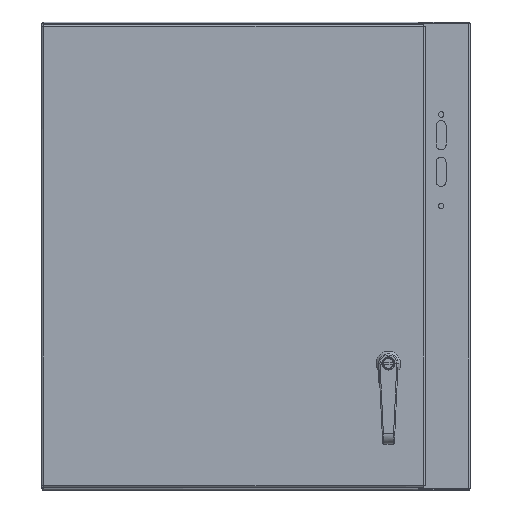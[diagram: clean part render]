
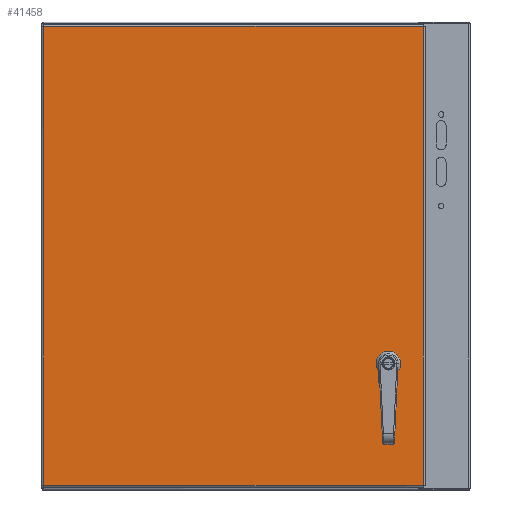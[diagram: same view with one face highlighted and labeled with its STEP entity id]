
A CAD part, top view. The second image highlights one B-rep face of the part: STEP entity #41458.
In plain terms, the highlighted planar face has unit normal (0, 0, 1).
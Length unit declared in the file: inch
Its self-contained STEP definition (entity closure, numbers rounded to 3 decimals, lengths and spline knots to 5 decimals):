
#481 = CARTESIAN_POINT ( 'NONE',  ( 19.84375, 6.07, 8.9175 ) ) ;
#624 = EDGE_CURVE ( 'NONE', #36480, #18248, #44043, .T. ) ;
#837 = CARTESIAN_POINT ( 'NONE',  ( 27.7875, 6.47, 8.9175 ) ) ;
#5230 = ORIENTED_EDGE ( 'NONE', *, *, #48455, .F. ) ;
#5399 = AXIS2_PLACEMENT_3D ( 'NONE', #49246, #72687, #19875 ) ;
#6250 = EDGE_CURVE ( 'NONE', #72209, #64664, #72592, .T. ) ;
#6373 = CARTESIAN_POINT ( 'NONE',  ( 28.1875, 6.25738, 8.9175 ) ) ;
#6625 = DIRECTION ( 'NONE',  ( 1., 0., 0. ) ) ;
#7284 = EDGE_CURVE ( 'NONE', #18248, #54449, #49517, .T. ) ;
#7321 = DIRECTION ( 'NONE',  ( 0., 0., 1. ) ) ;
#8553 = DIRECTION ( 'NONE',  ( 0., 1., 0. ) ) ;
#8557 = VECTOR ( 'NONE', #42318, 39.37008 ) ;
#9341 = CARTESIAN_POINT ( 'NONE',  ( 29.58225, 12., 8.9175 ) ) ;
#10159 = CIRCLE ( 'NONE', #22534, 0.453 ) ;
#10457 = CARTESIAN_POINT ( 'NONE',  ( 27.3875, 6.25738, 8.9175 ) ) ;
#11639 = ORIENTED_EDGE ( 'NONE', *, *, #6250, .F. ) ;
#11723 = LINE ( 'NONE', #64204, #23899 ) ;
#12605 = VERTEX_POINT ( 'NONE', #65320 ) ;
#13348 = VECTOR ( 'NONE', #6625, 39.37008 ) ;
#14561 = DIRECTION ( 'NONE',  ( 0., 0., 1. ) ) ;
#17187 = FACE_BOUND ( 'NONE', #40743, .T. ) ;
#18248 = VERTEX_POINT ( 'NONE', #40570 ) ;
#18952 = EDGE_CURVE ( 'NONE', #22861, #20519, #58397, .T. ) ;
#19716 = CARTESIAN_POINT ( 'NONE',  ( 19.84375, 0.23025, 8.9175 ) ) ;
#19875 = DIRECTION ( 'NONE',  ( 0., 1., 0. ) ) ;
#20519 = VERTEX_POINT ( 'NONE', #6373 ) ;
#20981 = VECTOR ( 'NONE', #8553, 39.37008 ) ;
#22534 = AXIS2_PLACEMENT_3D ( 'NONE', #36286, #7321, #29365 ) ;
#22861 = VERTEX_POINT ( 'NONE', #62485 ) ;
#23396 = FACE_OUTER_BOUND ( 'NONE', #69037, .T. ) ;
#23899 = VECTOR ( 'NONE', #70729, 39.37008 ) ;
#24380 = DIRECTION ( 'NONE',  ( 0., 0., 1. ) ) ;
#24785 = AXIS2_PLACEMENT_3D ( 'NONE', #56672, #14561, #74362 ) ;
#25348 = LINE ( 'NONE', #70446, #8557 ) ;
#25850 = AXIS2_PLACEMENT_3D ( 'NONE', #837, #24380, #36706 ) ;
#26020 = VERTEX_POINT ( 'NONE', #51103 ) ;
#26165 = CARTESIAN_POINT ( 'NONE',  ( 27.57488, 6.87, 8.9175 ) ) ;
#26300 = EDGE_CURVE ( 'NONE', #12605, #36480, #56078, .T. ) ;
#27885 = CARTESIAN_POINT ( 'NONE',  ( 10.10525, 23.76975, 8.9175 ) ) ;
#29365 = DIRECTION ( 'NONE',  ( 0., 1., 0. ) ) ;
#29575 = DIRECTION ( 'NONE',  ( 0., 0., -1. ) ) ;
#29769 = CARTESIAN_POINT ( 'NONE',  ( 19.84375, 23.76975, 8.9175 ) ) ;
#30147 = LINE ( 'NONE', #29769, #63662 ) ;
#33441 = CARTESIAN_POINT ( 'NONE',  ( 28.00012, 6.87, 8.9175 ) ) ;
#34078 = DIRECTION ( 'NONE',  ( 0., 1., 0. ) ) ;
#34317 = EDGE_CURVE ( 'NONE', #26020, #22861, #65254, .T. ) ;
#36085 = AXIS2_PLACEMENT_3D ( 'NONE', #64254, #29575, #58118 ) ;
#36286 = CARTESIAN_POINT ( 'NONE',  ( 27.7875, 6.47, 8.9175 ) ) ;
#36480 = VERTEX_POINT ( 'NONE', #38685 ) ;
#36706 = DIRECTION ( 'NONE',  ( 0., 1., 0. ) ) ;
#36974 = ORIENTED_EDGE ( 'NONE', *, *, #71874, .F. ) ;
#37291 = EDGE_CURVE ( 'NONE', #41303, #72209, #25348, .T. ) ;
#37700 = ORIENTED_EDGE ( 'NONE', *, *, #7284, .F. ) ;
#38239 = DIRECTION ( 'NONE',  ( -1., 0., 0. ) ) ;
#38685 = CARTESIAN_POINT ( 'NONE',  ( 29.58225, 0.23025, 8.9175 ) ) ;
#38733 = LINE ( 'NONE', #63382, #50297 ) ;
#39257 = ORIENTED_EDGE ( 'NONE', *, *, #75102, .F. ) ;
#39680 = ORIENTED_EDGE ( 'NONE', *, *, #37291, .F. ) ;
#40566 = DIRECTION ( 'NONE',  ( 1., 0., 0. ) ) ;
#40570 = CARTESIAN_POINT ( 'NONE',  ( 10.10525, 0.23025, 8.9175 ) ) ;
#40743 = EDGE_LOOP ( 'NONE', ( #39257, #41325, #75829, #57117, #71782, #5230, #11639, #39680 ) ) ;
#41303 = VERTEX_POINT ( 'NONE', #33441 ) ;
#41325 = ORIENTED_EDGE ( 'NONE', *, *, #51842, .F. ) ;
#41458 = ADVANCED_FACE ( 'NONE', ( #23396, #17187 ), #59255, .F. ) ;
#42318 = DIRECTION ( 'NONE',  ( -1., 0., 0. ) ) ;
#44043 = LINE ( 'NONE', #19716, #68453 ) ;
#48455 = EDGE_CURVE ( 'NONE', #64664, #65039, #11723, .T. ) ;
#49246 = CARTESIAN_POINT ( 'NONE',  ( 27.7875, 6.47, 8.9175 ) ) ;
#49517 = LINE ( 'NONE', #66415, #20981 ) ;
#50297 = VECTOR ( 'NONE', #34078, 39.37008 ) ;
#50684 = DIRECTION ( 'NONE',  ( 0., -1., 0. ) ) ;
#51103 = CARTESIAN_POINT ( 'NONE',  ( 27.57488, 6.07, 8.9175 ) ) ;
#51842 = EDGE_CURVE ( 'NONE', #20519, #69500, #38733, .T. ) ;
#54449 = VERTEX_POINT ( 'NONE', #27885 ) ;
#56078 = LINE ( 'NONE', #9341, #62654 ) ;
#56440 = ORIENTED_EDGE ( 'NONE', *, *, #26300, .F. ) ;
#56672 = CARTESIAN_POINT ( 'NONE',  ( 27.7875, 6.47, 8.9175 ) ) ;
#57117 = ORIENTED_EDGE ( 'NONE', *, *, #34317, .F. ) ;
#57125 = CARTESIAN_POINT ( 'NONE',  ( 28.1875, 6.68262, 8.9175 ) ) ;
#58082 = ORIENTED_EDGE ( 'NONE', *, *, #624, .F. ) ;
#58118 = DIRECTION ( 'NONE',  ( 0., 1., 0. ) ) ;
#58397 = CIRCLE ( 'NONE', #5399, 0.453 ) ;
#59255 = PLANE ( 'NONE',  #36085 ) ;
#60307 = CARTESIAN_POINT ( 'NONE',  ( 27.3875, 6.68262, 8.9175 ) ) ;
#62485 = CARTESIAN_POINT ( 'NONE',  ( 28.00012, 6.07, 8.9175 ) ) ;
#62654 = VECTOR ( 'NONE', #50684, 39.37008 ) ;
#63382 = CARTESIAN_POINT ( 'NONE',  ( 28.1875, 12., 8.9175 ) ) ;
#63662 = VECTOR ( 'NONE', #40566, 39.37008 ) ;
#64204 = CARTESIAN_POINT ( 'NONE',  ( 27.3875, 12., 8.9175 ) ) ;
#64254 = CARTESIAN_POINT ( 'NONE',  ( 19.84375, 12., 8.9175 ) ) ;
#64664 = VERTEX_POINT ( 'NONE', #60307 ) ;
#65039 = VERTEX_POINT ( 'NONE', #10457 ) ;
#65254 = LINE ( 'NONE', #481, #13348 ) ;
#65320 = CARTESIAN_POINT ( 'NONE',  ( 29.58225, 23.76975, 8.9175 ) ) ;
#66415 = CARTESIAN_POINT ( 'NONE',  ( 10.10525, 12., 8.9175 ) ) ;
#67876 = CIRCLE ( 'NONE', #24785, 0.453 ) ;
#68453 = VECTOR ( 'NONE', #38239, 39.37008 ) ;
#69037 = EDGE_LOOP ( 'NONE', ( #56440, #36974, #37700, #58082 ) ) ;
#69500 = VERTEX_POINT ( 'NONE', #57125 ) ;
#70446 = CARTESIAN_POINT ( 'NONE',  ( 19.84375, 6.87, 8.9175 ) ) ;
#70729 = DIRECTION ( 'NONE',  ( 0., -1., 0. ) ) ;
#71782 = ORIENTED_EDGE ( 'NONE', *, *, #76053, .F. ) ;
#71874 = EDGE_CURVE ( 'NONE', #54449, #12605, #30147, .T. ) ;
#72209 = VERTEX_POINT ( 'NONE', #26165 ) ;
#72592 = CIRCLE ( 'NONE', #25850, 0.453 ) ;
#72687 = DIRECTION ( 'NONE',  ( 0., 0., 1. ) ) ;
#74362 = DIRECTION ( 'NONE',  ( 0., 1., 0. ) ) ;
#75102 = EDGE_CURVE ( 'NONE', #69500, #41303, #67876, .T. ) ;
#75829 = ORIENTED_EDGE ( 'NONE', *, *, #18952, .F. ) ;
#76053 = EDGE_CURVE ( 'NONE', #65039, #26020, #10159, .T. ) ;
